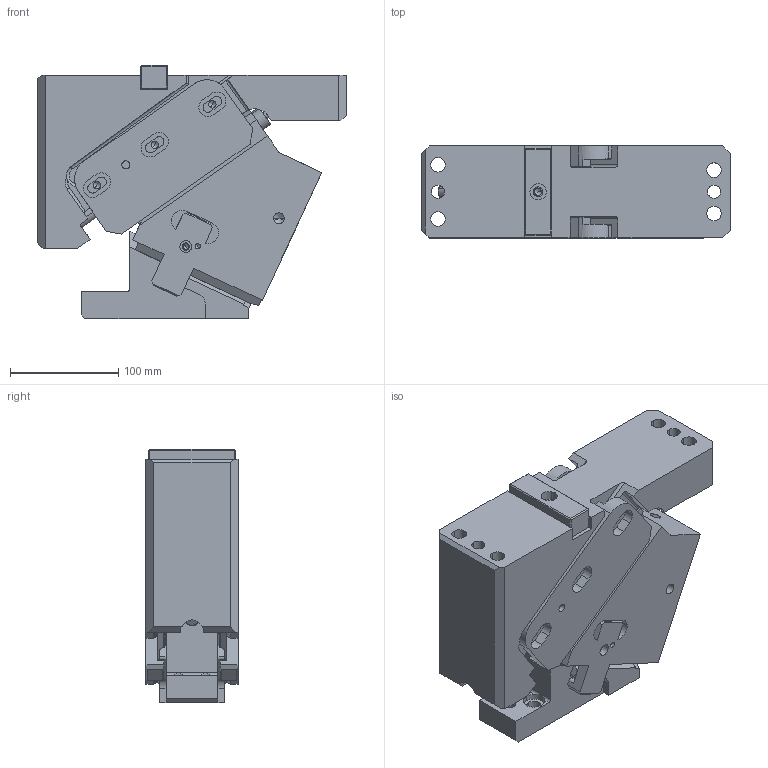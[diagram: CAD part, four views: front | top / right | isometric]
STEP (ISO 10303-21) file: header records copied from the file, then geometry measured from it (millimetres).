
FILE_DESCRIPTION(('CATIA V5 STEP Exchange','CAx-IF Rec.Pracs.--- Model Styling and Organization---1.4--- 2014-01-23'),'2;1');
FILE_NAME('KS_BS_OT_0085_25__IND_08__23420_28025__SCHIEBERADAPTER_PART__2015_06_11__SCHWER.stp','2017-10-27T05:30:18+00:00',('none'),('none'),'CATIA Version 5-6 Release 2016 SP3 HF35','CATIA V5 STEP AP203 WITH EXTENSIONS','none');
FILE_SCHEMA(('CONFIG_CONTROL_DESIGN','SHAPE_APPEARANCE_LAYER_MIM'));
Length unit declared in the file: millimetre
Products named in the file (1): KS_BS_OT_0085_25__IND_08__23420_28025__SCHIEBERADAPTER_PART__2015_06_11__SCHWER
Bounding box: 285 x 85 x 234 mm (x, y, z)
Volume: 3453886.2 mm3; surface area: 407080.1 mm2
Topology: 4 solids, 8 shells, 794 faces, 2083 edges, 1316 vertices
Faces by surface type: plane 396, cylinder 303, cone 64, torus 30, bspline 1
Entity records: 23185 total; most frequent: CARTESIAN_POINT 5152, ORIENTED_EDGE 4058, DIRECTION 2887, EDGE_CURVE 2029, VERTEX_POINT 1312, VECTOR 1206, LINE 1206, AXIS2_PLACEMENT_3D 1152
